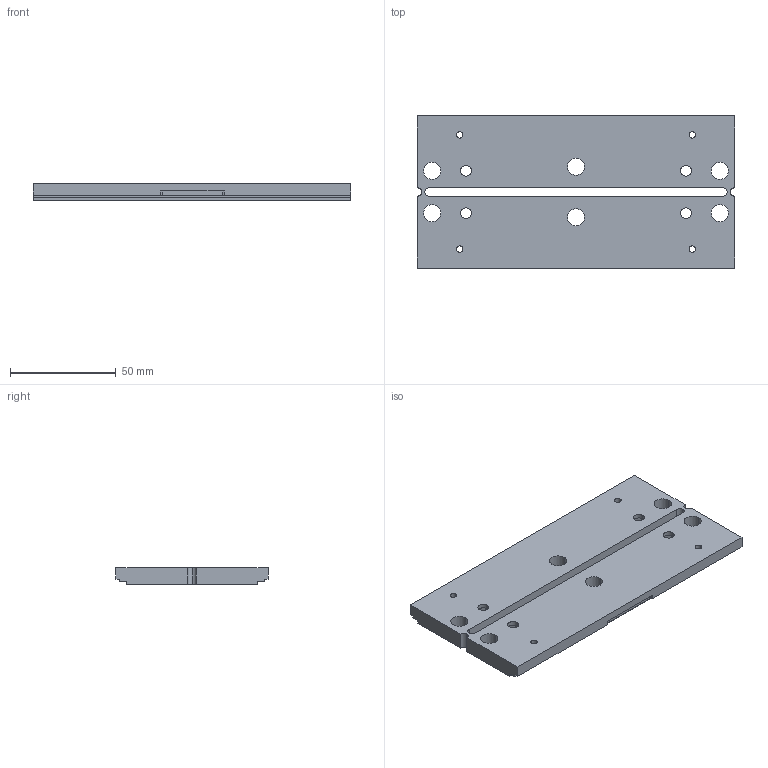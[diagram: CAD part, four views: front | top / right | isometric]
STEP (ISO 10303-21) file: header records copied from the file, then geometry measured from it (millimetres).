
FILE_DESCRIPTION (( 'STEP AP214' ), '1' );
FILE_NAME ('CNC加工件-嘉立创_定制150mm_one固定尾板.STEP', '2025-08-24T06:29:00', ( '' ), ( '' ), 'SwSTEP 2.0', 'SolidWorks 2018', '' );
FILE_SCHEMA (( 'AUTOMOTIVE_DESIGN' ));
Length unit declared in the file: millimetre
Products named in the file (1): CNC加工件-嘉立创_定制150mm_one固定尾板
Bounding box: 150 x 72 x 8 mm (x, y, z)
Volume: 74495.1 mm3; surface area: 27824.2 mm2
Topology: 1 solids, 1 shells, 92 faces, 258 edges, 172 vertices
Faces by surface type: plane 54, cylinder 38
Entity records: 3072 total; most frequent: CARTESIAN_POINT 523, DIRECTION 520, ORIENTED_EDGE 516, EDGE_CURVE 258, LINE 182, VECTOR 182, VERTEX_POINT 172, AXIS2_PLACEMENT_3D 169
